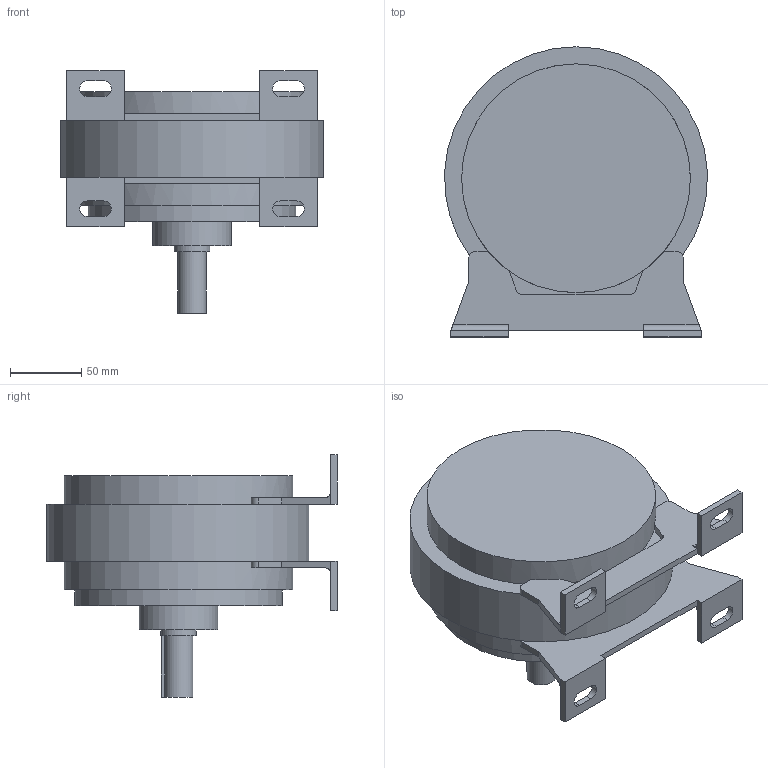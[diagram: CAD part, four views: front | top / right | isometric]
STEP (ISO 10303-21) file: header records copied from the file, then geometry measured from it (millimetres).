
FILE_DESCRIPTION (( 'STEP AP203' ), '1' );
FILE_NAME ('954-25-02-0025.STEP', '2023-09-04T06:14:47', ( 'Magtroladmin' ), ( '' ), 'SwSTEP 2.0', 'SolidWorks 2023', '' );
FILE_SCHEMA (( 'CONFIG_CONTROL_DESIGN' ));
Length unit declared in the file: millimetre
Products named in the file (1): 954-25-02-0025
Bounding box: 183.77 x 203 x 169.5 mm (x, y, z)
Volume: 2179303.1 mm3; surface area: 139727.6 mm2
Topology: 1 solids, 1 shells, 92 faces, 248 edges, 162 vertices
Faces by surface type: plane 65, cylinder 27
Full cylindrical faces by diameter (mm): 25 x1, 55 x1, 145 x1, 160 x2, 184 x1
Entity records: 2919 total; most frequent: CARTESIAN_POINT 505, DIRECTION 484, ORIENTED_EDGE 480, EDGE_CURVE 240, LINE 174, VECTOR 174, VERTEX_POINT 160, AXIS2_PLACEMENT_3D 155
